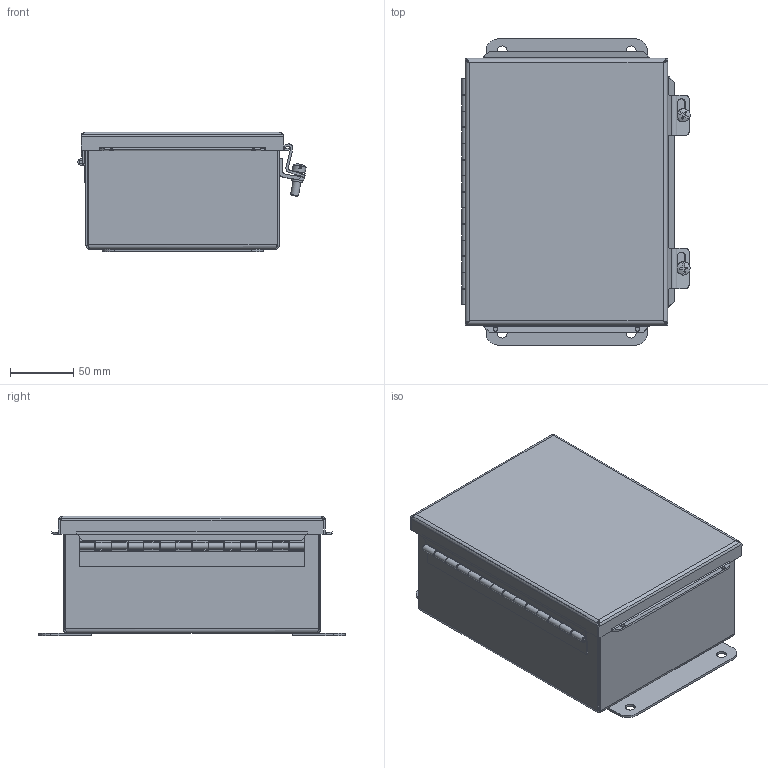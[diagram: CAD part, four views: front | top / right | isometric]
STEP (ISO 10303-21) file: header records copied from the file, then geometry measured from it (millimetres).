
FILE_DESCRIPTION(/* description */ ('JIC,CS,CONT HINGE,8X6X3'),/* implementation_level */ '2;1');
FILE_NAME(/* name */ 'B080603CH.stp',/* time_stamp */ '2021-10-23T15:46:08-05:00',/* author */ ('DN'),/* organization */ (''),/* preprocessor_version */ 'ST-DEVELOPER v18',/* originating_system */ 'Autodesk Inventor 2020',/* authorisation */ '');
FILE_SCHEMA (('AUTOMOTIVE_DESIGN { 1 0 10303 214 3 1 1 }'));
Length unit declared in the file: inch
Products named in the file (14): B080603CH; 3499; 3482; C1001; C1002; 372134; B_080603_BKP; 328121; 328119LH; 328121P; 328121TH; 316162; 38811; B_0806CH_LID
Assembly tree (21 placements, depth 3):
  B080603CH
    3499  x4
    3482  x2
    C1001  x2
    C1002  x2
    372134  x2
    B_080603_BKP
    328121
      328119LH
      328121P
      328121TH
    316162  x2
    38811
    B_0806CH_LID
Bounding box: 179.88 x 241.3 x 94.34 mm (x, y, z)
Volume: 305486 mm3; surface area: 368295.7 mm2
Topology: 20 solids, 20 shells, 465 faces, 1149 edges, 733 vertices
Faces by surface type: plane 295, cylinder 115, bspline 46, sphere 4, cone 3, torus 2
Full cylindrical faces by diameter (mm): 2.54 x1, 2.957 x14, 3.556 x2, 3.962 x4, 4.826 x1, 4.978 x2, 6.35 x3, 7.62 x4, 7.874 x4, 8.738 x2, 10.402 x2, 15.875 x4
Entity records: 12242 total; most frequent: CARTESIAN_POINT 2905, ORIENTED_EDGE 1774, DIRECTION 1704, EDGE_CURVE 887, LINE 650, VECTOR 650, VERTEX_POINT 555, AXIS2_PLACEMENT_3D 527
